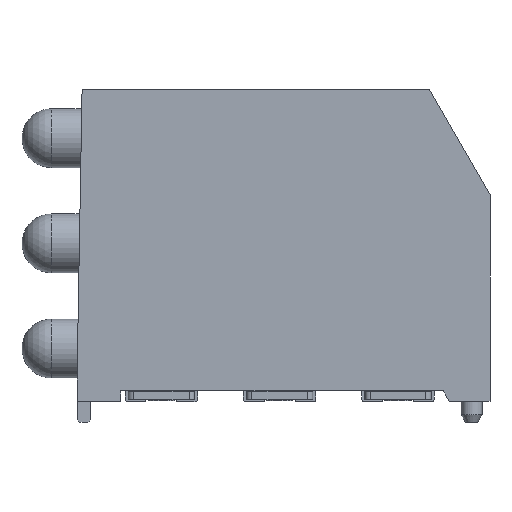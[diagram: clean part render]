
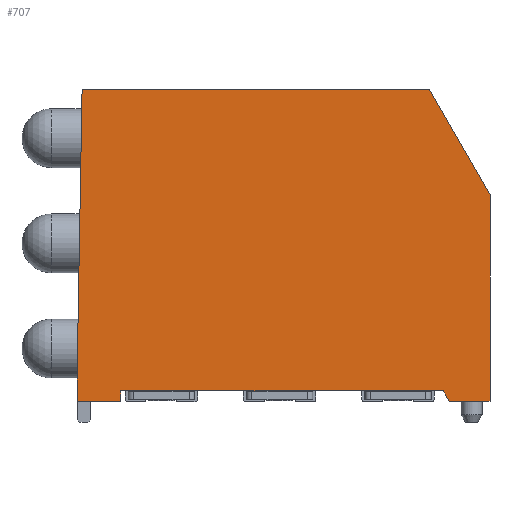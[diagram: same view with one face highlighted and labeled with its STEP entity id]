
A CAD part, front view. The second image highlights one B-rep face of the part: STEP entity #707.
In plain terms, the highlighted planar face has unit normal (0, -1, 0).
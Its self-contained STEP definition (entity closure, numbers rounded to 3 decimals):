
#340=CARTESIAN_POINT('',(-9.779,-2.159,1.588));
#341=VERTEX_POINT('',#340);
#348=CARTESIAN_POINT('',(-9.544,-2.159,15.075));
#349=VERTEX_POINT('',#348);
#350=CARTESIAN_POINT('',(-9.544,-2.159,15.075));
#351=DIRECTION('',(-0.017,0.,-1.));
#352=VECTOR('',#351,13.489);
#353=LINE('',#350,#352);
#354=EDGE_CURVE('',#349,#341,#353,.T.);
#387=CARTESIAN_POINT('',(-9.779,-2.159,0.013));
#388=VERTEX_POINT('',#387);
#395=CARTESIAN_POINT('',(-9.779,-2.159,1.588));
#396=DIRECTION('',(0.0,0.0,-1.0));
#397=VECTOR('',#396,1.575);
#398=LINE('',#395,#397);
#399=EDGE_CURVE('',#341,#388,#398,.T.);
#420=CARTESIAN_POINT('',(-7.671,-2.159,0.521));
#421=VERTEX_POINT('',#420);
#428=CARTESIAN_POINT('',(-7.671,-2.159,0.013));
#429=VERTEX_POINT('',#428);
#430=CARTESIAN_POINT('',(-7.671,-2.159,0.013));
#431=DIRECTION('',(0.0,0.0,1.0));
#432=VECTOR('',#431,0.508);
#433=LINE('',#430,#432);
#434=EDGE_CURVE('',#429,#421,#433,.T.);
#458=CARTESIAN_POINT('',(7.899,-2.159,0.521));
#459=VERTEX_POINT('',#458);
#466=CARTESIAN_POINT('',(-7.671,-2.159,0.521));
#467=DIRECTION('',(1.0,0.0,0.0));
#468=VECTOR('',#467,15.57);
#469=LINE('',#466,#468);
#470=EDGE_CURVE('',#421,#459,#469,.T.);
#489=CARTESIAN_POINT('',(8.193,-2.159,0.013));
#490=VERTEX_POINT('',#489);
#497=CARTESIAN_POINT('',(7.899,-2.159,0.521));
#498=DIRECTION('',(0.5,0.0,-0.866));
#499=VECTOR('',#498,0.587);
#500=LINE('',#497,#499);
#501=EDGE_CURVE('',#459,#490,#500,.T.);
#520=CARTESIAN_POINT('',(10.16,-2.159,0.013));
#521=VERTEX_POINT('',#520);
#528=CARTESIAN_POINT('',(8.193,-2.159,0.013));
#529=DIRECTION('',(1.0,0.0,0.0));
#530=VECTOR('',#529,1.967);
#531=LINE('',#528,#530);
#532=EDGE_CURVE('',#490,#521,#531,.T.);
#551=CARTESIAN_POINT('',(10.16,-2.159,9.995));
#552=VERTEX_POINT('',#551);
#559=CARTESIAN_POINT('',(10.16,-2.159,0.013));
#560=DIRECTION('',(0.0,0.0,1.0));
#561=VECTOR('',#560,9.982);
#562=LINE('',#559,#561);
#563=EDGE_CURVE('',#521,#552,#562,.T.);
#582=CARTESIAN_POINT('',(7.227,-2.159,15.075));
#583=VERTEX_POINT('',#582);
#590=CARTESIAN_POINT('',(10.16,-2.159,9.995));
#591=DIRECTION('',(-0.5,0.,0.866));
#592=VECTOR('',#591,5.866);
#593=LINE('',#590,#592);
#594=EDGE_CURVE('',#552,#583,#593,.T.);
#612=CARTESIAN_POINT('',(7.227,-2.159,15.075));
#613=DIRECTION('',(-1.0,0.0,0.0));
#614=VECTOR('',#613,16.771);
#615=LINE('',#612,#614);
#616=EDGE_CURVE('',#583,#349,#615,.T.);
#660=CARTESIAN_POINT('',(-9.779,-2.159,0.013));
#661=DIRECTION('',(1.0,0.0,0.0));
#662=VECTOR('',#661,2.108);
#663=LINE('',#660,#662);
#664=EDGE_CURVE('',#388,#429,#663,.T.);
#690=CARTESIAN_POINT('',(-0.153,-2.159,7.284));
#691=DIRECTION('',(0.0,1.0,0.0));
#692=DIRECTION('',(0.0,0.0,1.0));
#693=AXIS2_PLACEMENT_3D('',#690,#691,#692);
#694=PLANE('',#693);
#695=ORIENTED_EDGE('',*,*,#664,.T.);
#696=ORIENTED_EDGE('',*,*,#434,.T.);
#697=ORIENTED_EDGE('',*,*,#470,.T.);
#698=ORIENTED_EDGE('',*,*,#501,.T.);
#699=ORIENTED_EDGE('',*,*,#532,.T.);
#700=ORIENTED_EDGE('',*,*,#563,.T.);
#701=ORIENTED_EDGE('',*,*,#594,.T.);
#702=ORIENTED_EDGE('',*,*,#616,.T.);
#703=ORIENTED_EDGE('',*,*,#354,.T.);
#704=ORIENTED_EDGE('',*,*,#399,.T.);
#705=EDGE_LOOP('',(#695,#696,#697,#698,#699,#700,#701,#702,#703,#704));
#706=FACE_OUTER_BOUND('',#705,.T.);
#707=ADVANCED_FACE('',(#706),#694,.F.);
